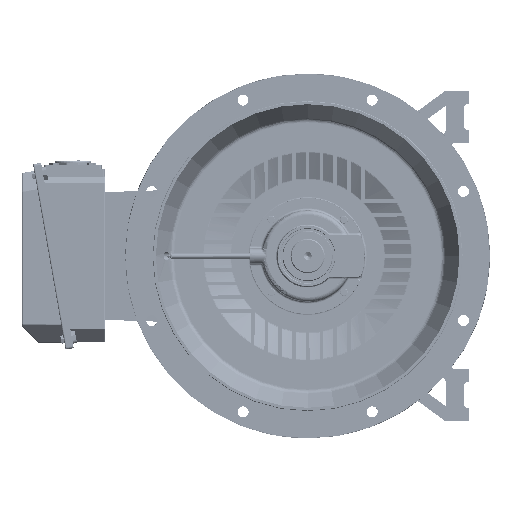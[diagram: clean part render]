
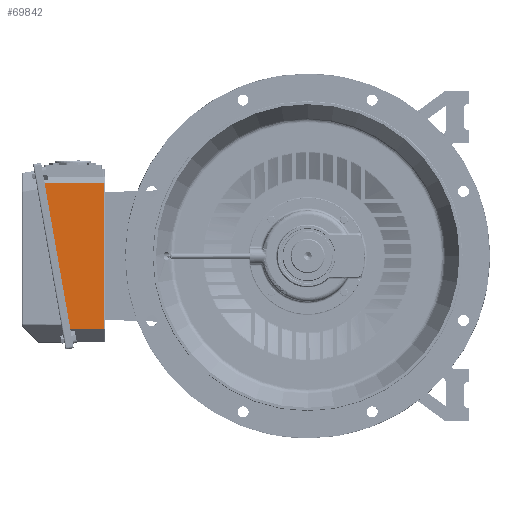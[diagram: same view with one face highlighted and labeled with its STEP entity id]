
A CAD part, left-side view. The second image highlights one B-rep face of the part: STEP entity #69842.
In plain terms, the highlighted face is planar.
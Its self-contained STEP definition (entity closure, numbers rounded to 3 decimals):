
#66967 = VERTEX_POINT ( 'NONE', #259520 ) ;
#67024 = EDGE_CURVE ( 'NONE', #67150, #66967, #259741, .T. ) ;
#67150 = VERTEX_POINT ( 'NONE', #259981 ) ;
#68075 = EDGE_CURVE ( 'NONE', #67150, #68264, #261789, .T. ) ;
#68264 = VERTEX_POINT ( 'NONE', #262232 ) ;
#68713 = EDGE_CURVE ( 'NONE', #68715, #66967, #263104, .T. ) ;
#68715 = VERTEX_POINT ( 'NONE', #263100 ) ;
#69732 = EDGE_CURVE ( 'NONE', #68264, #68715, #264975, .T. ) ;
#69842 = ADVANCED_FACE ( 'NONE', ( #265281 ), #265278, .F. ) ;
#69847 = EDGE_LOOP ( 'NONE', ( #69854, #69864, #69988, #69997 ) ) ;
#69854 = ORIENTED_EDGE ( 'NONE', *, *, #68075, .T. ) ;
#69864 = ORIENTED_EDGE ( 'NONE', *, *, #69732, .T. ) ;
#69988 = ORIENTED_EDGE ( 'NONE', *, *, #68713, .T. ) ;
#69997 = ORIENTED_EDGE ( 'NONE', *, *, #67024, .F. ) ;
#259520 = CARTESIAN_POINT ( 'NONE',  ( 347.929, 131.879, 180. ) ) ;
#259737 = DIRECTION ( 'NONE',  ( 0.985, 0.174, 0. ) ) ;
#259738 = VECTOR ( 'NONE', #259737, 1000. ) ;
#259739 = CARTESIAN_POINT ( 'NONE',  ( -12.061, 68.403, 180. ) ) ;
#259741 = LINE ( 'NONE', #259739, #259738 ) ;
#259981 = CARTESIAN_POINT ( 'NONE',  ( 29.101, 75.661, 180. ) ) ;
#261784 = DIRECTION ( 'NONE',  ( 0., -1., 0. ) ) ;
#261786 = VECTOR ( 'NONE', #261784, 1000. ) ;
#261788 = CARTESIAN_POINT ( 'NONE',  ( 29.101, 0., 180. ) ) ;
#261789 = LINE ( 'NONE', #261788, #261786 ) ;
#262232 = CARTESIAN_POINT ( 'NONE',  ( 29.101, 2., 180. ) ) ;
#263100 = CARTESIAN_POINT ( 'NONE',  ( 347.929, 2., 180. ) ) ;
#263101 = DIRECTION ( 'NONE',  ( 0., 1., 0. ) ) ;
#263102 = VECTOR ( 'NONE', #263101, 1000. ) ;
#263103 = CARTESIAN_POINT ( 'NONE',  ( 347.929, 0., 180. ) ) ;
#263104 = LINE ( 'NONE', #263103, #263102 ) ;
#264972 = DIRECTION ( 'NONE',  ( 1., 0., 0. ) ) ;
#264973 = VECTOR ( 'NONE', #264972, 1000. ) ;
#264974 = CARTESIAN_POINT ( 'NONE',  ( 0., 2., 180. ) ) ;
#264975 = LINE ( 'NONE', #264974, #264973 ) ;
#265270 = DIRECTION ( 'NONE',  ( -1., 0., 0. ) ) ;
#265273 = DIRECTION ( 'NONE',  ( 0., 0., -1. ) ) ;
#265275 = CARTESIAN_POINT ( 'NONE',  ( 0., 0., 180. ) ) ;
#265276 = AXIS2_PLACEMENT_3D ( 'NONE', #265275, #265273, #265270 ) ;
#265278 = PLANE ( 'NONE',  #265276 ) ;
#265281 = FACE_OUTER_BOUND ( 'NONE', #69847, .T. ) ;
